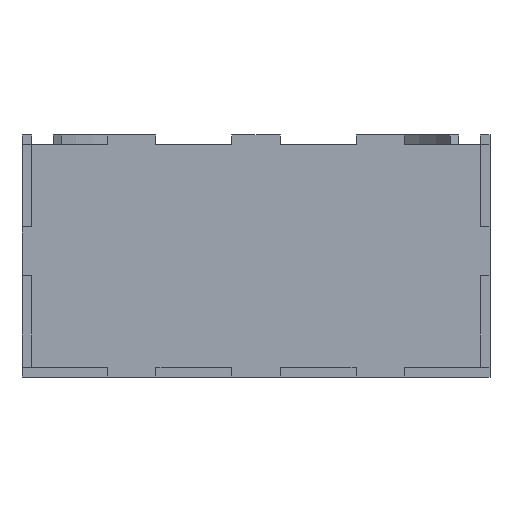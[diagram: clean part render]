
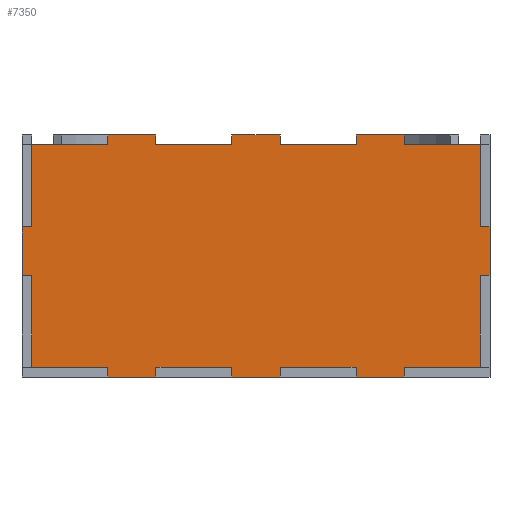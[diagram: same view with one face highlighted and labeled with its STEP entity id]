
A CAD part, left-side view. The second image highlights one B-rep face of the part: STEP entity #7350.
In plain terms, the highlighted planar face has unit normal (-1, 0, 0).
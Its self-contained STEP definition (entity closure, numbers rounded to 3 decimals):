
#457=PLANE('',#7989);
#737=FACE_OUTER_BOUND('',#1203,.T.);
#1203=EDGE_LOOP('',(#5650,#5651,#5652,#5653,#5654,#5655,#5656,#5657,#5658,
#5659,#5660,#5661,#5662,#5663,#5664,#5665,#5666,#5667,#5668,#5669,#5670,
#5671,#5672,#5673,#5674,#5675,#5676,#5677,#5678,#5679,#5680,#5681,#5682,
#5683,#5684,#5685));
#1739=LINE('',#11258,#2445);
#1743=LINE('',#11267,#2449);
#1746=LINE('',#11271,#2452);
#1750=LINE('',#11280,#2456);
#1753=LINE('',#11286,#2459);
#1756=LINE('',#11294,#2462);
#1760=LINE('',#11303,#2466);
#1763=LINE('',#11307,#2469);
#1765=LINE('',#11313,#2471);
#1769=LINE('',#11321,#2475);
#1771=LINE('',#11325,#2477);
#1799=LINE('',#11377,#2505);
#1800=LINE('',#11379,#2506);
#1801=LINE('',#11381,#2507);
#1803=LINE('',#11386,#2509);
#1805=LINE('',#11390,#2511);
#1807=LINE('',#11394,#2513);
#1809=LINE('',#11397,#2515);
#1810=LINE('',#11400,#2516);
#1811=LINE('',#11402,#2517);
#1812=LINE('',#11404,#2518);
#1813=LINE('',#11406,#2519);
#1814=LINE('',#11408,#2520);
#1815=LINE('',#11410,#2521);
#1816=LINE('',#11412,#2522);
#1817=LINE('',#11414,#2523);
#1818=LINE('',#11416,#2524);
#1819=LINE('',#11418,#2525);
#1820=LINE('',#11420,#2526);
#1821=LINE('',#11422,#2527);
#1822=LINE('',#11424,#2528);
#1823=LINE('',#11426,#2529);
#1824=LINE('',#11428,#2530);
#1825=LINE('',#11430,#2531);
#1826=LINE('',#11432,#2532);
#1827=LINE('',#11433,#2533);
#2445=VECTOR('',#9072,10.);
#2449=VECTOR('',#9078,10.);
#2452=VECTOR('',#9083,10.);
#2456=VECTOR('',#9089,10.);
#2459=VECTOR('',#9094,10.);
#2462=VECTOR('',#9099,10.);
#2466=VECTOR('',#9105,10.);
#2469=VECTOR('',#9110,10.);
#2471=VECTOR('',#9114,10.);
#2475=VECTOR('',#9120,10.);
#2477=VECTOR('',#9124,10.);
#2505=VECTOR('',#9156,10.);
#2506=VECTOR('',#9159,10.);
#2507=VECTOR('',#9162,10.);
#2509=VECTOR('',#9166,10.);
#2511=VECTOR('',#9170,10.);
#2513=VECTOR('',#9174,10.);
#2515=VECTOR('',#9178,10.);
#2516=VECTOR('',#9181,10.);
#2517=VECTOR('',#9182,10.);
#2518=VECTOR('',#9183,10.);
#2519=VECTOR('',#9184,10.);
#2520=VECTOR('',#9185,10.);
#2521=VECTOR('',#9186,10.);
#2522=VECTOR('',#9187,10.);
#2523=VECTOR('',#9188,10.);
#2524=VECTOR('',#9189,10.);
#2525=VECTOR('',#9190,10.);
#2526=VECTOR('',#9191,10.);
#2527=VECTOR('',#9192,10.);
#2528=VECTOR('',#9193,10.);
#2529=VECTOR('',#9194,10.);
#2530=VECTOR('',#9195,10.);
#2531=VECTOR('',#9196,10.);
#2532=VECTOR('',#9197,10.);
#2533=VECTOR('',#9198,10.);
#3441=VERTEX_POINT('',#11255);
#3442=VERTEX_POINT('',#11257);
#3445=VERTEX_POINT('',#11264);
#3446=VERTEX_POINT('',#11266);
#3448=VERTEX_POINT('',#11274);
#3450=VERTEX_POINT('',#11278);
#3452=VERTEX_POINT('',#11284);
#3455=VERTEX_POINT('',#11291);
#3456=VERTEX_POINT('',#11293);
#3459=VERTEX_POINT('',#11300);
#3460=VERTEX_POINT('',#11302);
#3461=VERTEX_POINT('',#11309);
#3463=VERTEX_POINT('',#11312);
#3466=VERTEX_POINT('',#11320);
#3467=VERTEX_POINT('',#11324);
#3490=VERTEX_POINT('',#11383);
#3491=VERTEX_POINT('',#11385);
#3492=VERTEX_POINT('',#11389);
#3493=VERTEX_POINT('',#11393);
#3494=VERTEX_POINT('',#11399);
#3495=VERTEX_POINT('',#11401);
#3496=VERTEX_POINT('',#11403);
#3497=VERTEX_POINT('',#11405);
#3498=VERTEX_POINT('',#11407);
#3499=VERTEX_POINT('',#11409);
#3500=VERTEX_POINT('',#11411);
#3501=VERTEX_POINT('',#11413);
#3502=VERTEX_POINT('',#11415);
#3503=VERTEX_POINT('',#11417);
#3504=VERTEX_POINT('',#11419);
#3505=VERTEX_POINT('',#11421);
#3506=VERTEX_POINT('',#11423);
#3507=VERTEX_POINT('',#11425);
#3508=VERTEX_POINT('',#11427);
#3509=VERTEX_POINT('',#11429);
#3510=VERTEX_POINT('',#11431);
#4226=EDGE_CURVE('',#3442,#3441,#1739,.T.);
#4230=EDGE_CURVE('',#3446,#3445,#1743,.T.);
#4233=EDGE_CURVE('',#3445,#3442,#1746,.T.);
#4237=EDGE_CURVE('',#3448,#3450,#1750,.T.);
#4240=EDGE_CURVE('',#3450,#3452,#1753,.T.);
#4243=EDGE_CURVE('',#3456,#3455,#1756,.T.);
#4247=EDGE_CURVE('',#3460,#3459,#1760,.T.);
#4250=EDGE_CURVE('',#3459,#3456,#1763,.T.);
#4252=EDGE_CURVE('',#3463,#3461,#1765,.T.);
#4256=EDGE_CURVE('',#3466,#3463,#1769,.T.);
#4258=EDGE_CURVE('',#3467,#3448,#1771,.T.);
#4286=EDGE_CURVE('',#3466,#3455,#1799,.T.);
#4287=EDGE_CURVE('',#3446,#3452,#1800,.T.);
#4288=EDGE_CURVE('',#3460,#3441,#1801,.T.);
#4290=EDGE_CURVE('',#3491,#3490,#1803,.T.);
#4292=EDGE_CURVE('',#3492,#3491,#1805,.T.);
#4294=EDGE_CURVE('',#3493,#3467,#1807,.T.);
#4296=EDGE_CURVE('',#3490,#3493,#1809,.T.);
#4297=EDGE_CURVE('',#3461,#3494,#1810,.T.);
#4298=EDGE_CURVE('',#3494,#3495,#1811,.T.);
#4299=EDGE_CURVE('',#3496,#3495,#1812,.T.);
#4300=EDGE_CURVE('',#3496,#3497,#1813,.T.);
#4301=EDGE_CURVE('',#3497,#3498,#1814,.T.);
#4302=EDGE_CURVE('',#3498,#3499,#1815,.T.);
#4303=EDGE_CURVE('',#3499,#3500,#1816,.T.);
#4304=EDGE_CURVE('',#3500,#3501,#1817,.T.);
#4305=EDGE_CURVE('',#3501,#3502,#1818,.T.);
#4306=EDGE_CURVE('',#3502,#3503,#1819,.T.);
#4307=EDGE_CURVE('',#3503,#3504,#1820,.T.);
#4308=EDGE_CURVE('',#3504,#3505,#1821,.T.);
#4309=EDGE_CURVE('',#3505,#3506,#1822,.T.);
#4310=EDGE_CURVE('',#3506,#3507,#1823,.T.);
#4311=EDGE_CURVE('',#3507,#3508,#1824,.T.);
#4312=EDGE_CURVE('',#3508,#3509,#1825,.T.);
#4313=EDGE_CURVE('',#3509,#3510,#1826,.T.);
#4314=EDGE_CURVE('',#3510,#3492,#1827,.T.);
#5650=ORIENTED_EDGE('',*,*,#4226,.T.);
#5651=ORIENTED_EDGE('',*,*,#4288,.F.);
#5652=ORIENTED_EDGE('',*,*,#4247,.T.);
#5653=ORIENTED_EDGE('',*,*,#4250,.T.);
#5654=ORIENTED_EDGE('',*,*,#4243,.T.);
#5655=ORIENTED_EDGE('',*,*,#4286,.F.);
#5656=ORIENTED_EDGE('',*,*,#4256,.T.);
#5657=ORIENTED_EDGE('',*,*,#4252,.T.);
#5658=ORIENTED_EDGE('',*,*,#4297,.T.);
#5659=ORIENTED_EDGE('',*,*,#4298,.T.);
#5660=ORIENTED_EDGE('',*,*,#4299,.F.);
#5661=ORIENTED_EDGE('',*,*,#4300,.T.);
#5662=ORIENTED_EDGE('',*,*,#4301,.T.);
#5663=ORIENTED_EDGE('',*,*,#4302,.T.);
#5664=ORIENTED_EDGE('',*,*,#4303,.T.);
#5665=ORIENTED_EDGE('',*,*,#4304,.T.);
#5666=ORIENTED_EDGE('',*,*,#4305,.T.);
#5667=ORIENTED_EDGE('',*,*,#4306,.T.);
#5668=ORIENTED_EDGE('',*,*,#4307,.T.);
#5669=ORIENTED_EDGE('',*,*,#4308,.T.);
#5670=ORIENTED_EDGE('',*,*,#4309,.T.);
#5671=ORIENTED_EDGE('',*,*,#4310,.T.);
#5672=ORIENTED_EDGE('',*,*,#4311,.T.);
#5673=ORIENTED_EDGE('',*,*,#4312,.T.);
#5674=ORIENTED_EDGE('',*,*,#4313,.T.);
#5675=ORIENTED_EDGE('',*,*,#4314,.T.);
#5676=ORIENTED_EDGE('',*,*,#4292,.T.);
#5677=ORIENTED_EDGE('',*,*,#4290,.T.);
#5678=ORIENTED_EDGE('',*,*,#4296,.T.);
#5679=ORIENTED_EDGE('',*,*,#4294,.T.);
#5680=ORIENTED_EDGE('',*,*,#4258,.T.);
#5681=ORIENTED_EDGE('',*,*,#4237,.T.);
#5682=ORIENTED_EDGE('',*,*,#4240,.T.);
#5683=ORIENTED_EDGE('',*,*,#4287,.F.);
#5684=ORIENTED_EDGE('',*,*,#4230,.T.);
#5685=ORIENTED_EDGE('',*,*,#4233,.T.);
#7350=ADVANCED_FACE('',(#737),#457,.T.);
#7989=AXIS2_PLACEMENT_3D('',#11398,#9179,#9180);
#9072=DIRECTION('',(0.,0.,1.));
#9078=DIRECTION('',(0.,0.,-1.));
#9083=DIRECTION('',(0.,1.,0.));
#9089=DIRECTION('',(0.,1.,0.));
#9094=DIRECTION('',(0.,0.,1.));
#9099=DIRECTION('',(0.,0.,1.));
#9105=DIRECTION('',(0.,0.,-1.));
#9110=DIRECTION('',(0.,1.,0.));
#9114=DIRECTION('',(0.,1.,0.));
#9120=DIRECTION('',(0.,0.,-1.));
#9124=DIRECTION('',(0.,0.,1.));
#9156=DIRECTION('',(0.,-1.,0.));
#9159=DIRECTION('',(0.,-1.,0.));
#9162=DIRECTION('',(0.,-1.,0.));
#9166=DIRECTION('',(0.,-1.,0.));
#9170=DIRECTION('',(0.,0.,1.));
#9174=DIRECTION('',(0.,1.,0.));
#9178=DIRECTION('',(0.,0.,1.));
#9179=DIRECTION('center_axis',(-1.,0.,0.));
#9180=DIRECTION('ref_axis',(0.,-1.,0.));
#9181=DIRECTION('',(0.,0.,-1.));
#9182=DIRECTION('',(0.,1.,0.));
#9183=DIRECTION('',(0.,0.,1.));
#9184=DIRECTION('',(0.,-1.,0.));
#9185=DIRECTION('',(0.,0.,-1.));
#9186=DIRECTION('',(0.,-1.,0.));
#9187=DIRECTION('',(0.,0.,-1.));
#9188=DIRECTION('',(0.,-1.,0.));
#9189=DIRECTION('',(0.,0.,1.));
#9190=DIRECTION('',(0.,-1.,0.));
#9191=DIRECTION('',(0.,0.,-1.));
#9192=DIRECTION('',(0.,-1.,0.));
#9193=DIRECTION('',(0.,0.,1.));
#9194=DIRECTION('',(0.,-1.,0.));
#9195=DIRECTION('',(0.,0.,-1.));
#9196=DIRECTION('',(0.,-1.,0.));
#9197=DIRECTION('',(0.,0.,1.));
#9198=DIRECTION('',(0.,-1.,0.));
#11255=CARTESIAN_POINT('',(-243.83,-15.,150.));
#11257=CARTESIAN_POINT('',(-243.83,-15.,144.));
#11258=CARTESIAN_POINT('',(-243.83,-15.,75.));
#11264=CARTESIAN_POINT('',(-243.83,-62.,144.));
#11266=CARTESIAN_POINT('',(-243.83,-62.,150.));
#11267=CARTESIAN_POINT('',(-243.83,-62.,72.));
#11271=CARTESIAN_POINT('',(-243.83,65.,144.));
#11274=CARTESIAN_POINT('',(-243.83,-139.,144.));
#11278=CARTESIAN_POINT('',(-243.83,-92.,144.));
#11280=CARTESIAN_POINT('',(-243.83,26.5,144.));
#11284=CARTESIAN_POINT('',(-243.83,-92.,150.));
#11286=CARTESIAN_POINT('',(-243.83,-92.,75.));
#11291=CARTESIAN_POINT('',(-243.83,62.,150.));
#11293=CARTESIAN_POINT('',(-243.83,62.,144.));
#11294=CARTESIAN_POINT('',(-243.83,62.,75.));
#11300=CARTESIAN_POINT('',(-243.83,15.,144.));
#11302=CARTESIAN_POINT('',(-243.83,15.,150.));
#11303=CARTESIAN_POINT('',(-243.83,15.,72.));
#11307=CARTESIAN_POINT('',(-243.83,103.5,144.));
#11309=CARTESIAN_POINT('',(-243.83,139.,144.));
#11312=CARTESIAN_POINT('',(-243.83,92.,144.));
#11313=CARTESIAN_POINT('',(-243.83,145.,144.));
#11320=CARTESIAN_POINT('',(-243.83,92.,150.));
#11321=CARTESIAN_POINT('',(-243.83,92.,72.));
#11324=CARTESIAN_POINT('',(-243.83,-139.,93.));
#11325=CARTESIAN_POINT('',(-243.83,-139.,75.));
#11377=CARTESIAN_POINT('',(-243.83,145.,150.));
#11379=CARTESIAN_POINT('',(-243.83,145.,150.));
#11381=CARTESIAN_POINT('',(-243.83,145.,150.));
#11383=CARTESIAN_POINT('',(-243.83,-145.,63.));
#11385=CARTESIAN_POINT('',(-243.83,-139.,63.));
#11386=CARTESIAN_POINT('',(-243.83,0.,63.));
#11389=CARTESIAN_POINT('',(-243.83,-139.,6.));
#11390=CARTESIAN_POINT('',(-243.83,-139.,31.5));
#11393=CARTESIAN_POINT('',(-243.83,-145.,93.));
#11394=CARTESIAN_POINT('',(-243.83,3.,93.));
#11397=CARTESIAN_POINT('',(-243.83,-145.,0.));
#11398=CARTESIAN_POINT('Origin',(-243.83,145.,0.));
#11399=CARTESIAN_POINT('',(-243.83,139.,93.));
#11400=CARTESIAN_POINT('',(-243.83,139.,75.));
#11401=CARTESIAN_POINT('',(-243.83,145.,93.));
#11402=CARTESIAN_POINT('',(-243.83,142.,93.));
#11403=CARTESIAN_POINT('',(-243.83,145.,63.));
#11404=CARTESIAN_POINT('',(-243.83,145.,0.));
#11405=CARTESIAN_POINT('',(-243.83,139.,63.));
#11406=CARTESIAN_POINT('',(-243.83,145.,63.));
#11407=CARTESIAN_POINT('',(-243.83,139.,6.));
#11408=CARTESIAN_POINT('',(-243.83,139.,31.5));
#11409=CARTESIAN_POINT('',(-243.83,92.,6.));
#11410=CARTESIAN_POINT('',(-243.83,145.,6.));
#11411=CARTESIAN_POINT('',(-243.83,92.,0.));
#11412=CARTESIAN_POINT('',(-243.83,92.,3.));
#11413=CARTESIAN_POINT('',(-243.83,62.,0.));
#11414=CARTESIAN_POINT('',(-243.83,145.,0.));
#11415=CARTESIAN_POINT('',(-243.83,62.,6.));
#11416=CARTESIAN_POINT('',(-243.83,62.,0.));
#11417=CARTESIAN_POINT('',(-243.83,15.,6.));
#11418=CARTESIAN_POINT('',(-243.83,103.5,6.));
#11419=CARTESIAN_POINT('',(-243.83,15.,0.));
#11420=CARTESIAN_POINT('',(-243.83,15.,3.));
#11421=CARTESIAN_POINT('',(-243.83,-15.,0.));
#11422=CARTESIAN_POINT('',(-243.83,145.,0.));
#11423=CARTESIAN_POINT('',(-243.83,-15.,6.));
#11424=CARTESIAN_POINT('',(-243.83,-15.,0.));
#11425=CARTESIAN_POINT('',(-243.83,-62.,6.));
#11426=CARTESIAN_POINT('',(-243.83,65.,6.));
#11427=CARTESIAN_POINT('',(-243.83,-62.,0.));
#11428=CARTESIAN_POINT('',(-243.83,-62.,3.));
#11429=CARTESIAN_POINT('',(-243.83,-92.,0.));
#11430=CARTESIAN_POINT('',(-243.83,145.,0.));
#11431=CARTESIAN_POINT('',(-243.83,-92.,6.));
#11432=CARTESIAN_POINT('',(-243.83,-92.,0.));
#11433=CARTESIAN_POINT('',(-243.83,26.5,6.));
